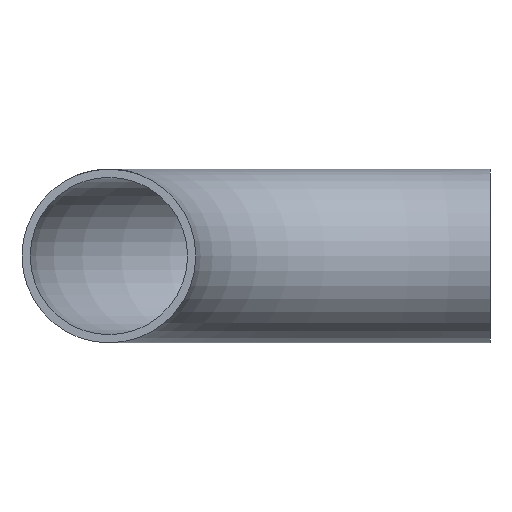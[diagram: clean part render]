
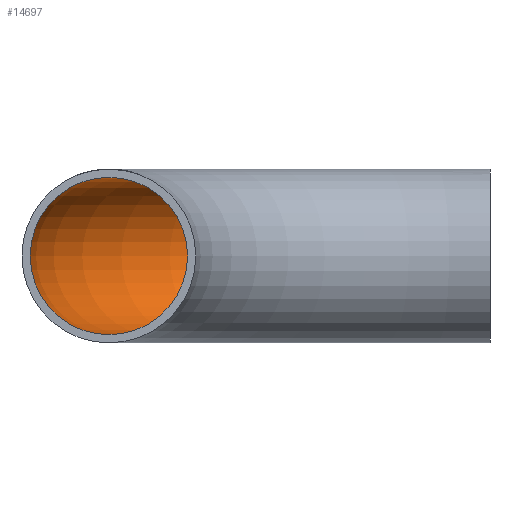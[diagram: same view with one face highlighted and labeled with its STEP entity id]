
A CAD part, front view. The second image highlights one B-rep face of the part: STEP entity #14697.
In plain terms, the highlighted toroidal (fillet/blend) face has major radius 93 mm and minor radius 19.2 mm.
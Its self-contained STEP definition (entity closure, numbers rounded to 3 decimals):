
#900 = DIRECTION ( 'NONE',  ( 0., 0., -1. ) ) ;
#963 = ORIENTED_EDGE ( 'NONE', *, *, #11071, .F. ) ;
#2081 = CARTESIAN_POINT ( 'NONE',  ( 0., 93., 0. ) ) ;
#2108 = DIRECTION ( 'NONE',  ( -1., 0., 0. ) ) ;
#2412 = TOROIDAL_SURFACE ( 'NONE', #7360, 93., 19.2 ) ;
#5031 = EDGE_CURVE ( 'NONE', #7693, #7693, #6472, .T. ) ;
#6472 = CIRCLE ( 'NONE', #14271, 19.2 ) ;
#6963 = DIRECTION ( 'NONE',  ( 1., 0., 0. ) ) ;
#7228 = ORIENTED_EDGE ( 'NONE', *, *, #5031, .T. ) ;
#7360 = AXIS2_PLACEMENT_3D ( 'NONE', #9435, #900, #2108 ) ;
#7501 = CIRCLE ( 'NONE', #10628, 19.2 ) ;
#7693 = VERTEX_POINT ( 'NONE', #10842 ) ;
#8403 = VERTEX_POINT ( 'NONE', #13266 ) ;
#9247 = DIRECTION ( 'NONE',  ( 0., 0., 1. ) ) ;
#9435 = CARTESIAN_POINT ( 'NONE',  ( 0., 0., 0. ) ) ;
#10628 = AXIS2_PLACEMENT_3D ( 'NONE', #15275, #15428, #9247 ) ;
#10842 = CARTESIAN_POINT ( 'NONE',  ( 0., 112.2, 0. ) ) ;
#11071 = EDGE_CURVE ( 'NONE', #8403, #8403, #7501, .T. ) ;
#12985 = EDGE_LOOP ( 'NONE', ( #7228 ) ) ;
#13266 = CARTESIAN_POINT ( 'NONE',  ( -93., 0., 19.2 ) ) ;
#14271 = AXIS2_PLACEMENT_3D ( 'NONE', #2081, #6963, #14618 ) ;
#14618 = DIRECTION ( 'NONE',  ( 0., 1., 0. ) ) ;
#14697 = ADVANCED_FACE ( 'NONE', ( #15855, #15617 ), #2412, .F. ) ;
#15275 = CARTESIAN_POINT ( 'NONE',  ( -93., 0., 0. ) ) ;
#15428 = DIRECTION ( 'NONE',  ( 0., 1., 0. ) ) ;
#15546 = EDGE_LOOP ( 'NONE', ( #963 ) ) ;
#15617 = FACE_OUTER_BOUND ( 'NONE', #15546, .T. ) ;
#15855 = FACE_OUTER_BOUND ( 'NONE', #12985, .T. ) ;
